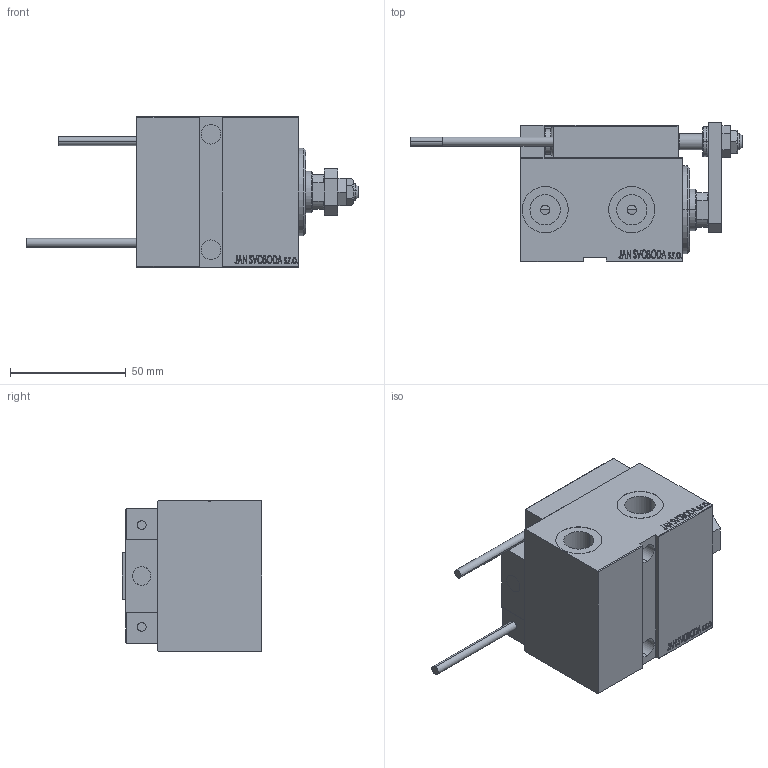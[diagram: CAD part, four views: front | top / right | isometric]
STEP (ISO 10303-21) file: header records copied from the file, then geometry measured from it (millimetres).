
FILE_DESCRIPTION (( 'STEP AP203' ), '1' );
FILE_NAME ('0b0d.STEP', '2024-02-11T20:15:52', ( '' ), ( '' ), 'SwSTEP 2.0', 'SolidWorks 2019', '' );
FILE_SCHEMA (( 'CONFIG_CONTROL_DESIGN' ));
Length unit declared in the file: millimetre
Products named in the file (16): ZARAZKA 89e3b88e456894773df6bfd84a5fb50e; NUT_D10 89e3b88e456894773df6bfd84a5fb50e; Block 89e3b88e456894773df6bfd84a5fb50e; V450CM_E_Body 89e3b88e456894773df6bfd84a5fb50e; SWITCH_X_FRONT_BACK 89e3b88e456894773df6bfd84a5fb50e; V450CM_E_VCP 89e3b88e456894773df6bfd84a5fb50e; V450CM_VC_B 89e3b88e456894773df6bfd84a5fb50e; 0b0d; SWITCH X 89e3b88e456894773df6bfd84a5fb50e; ALLEN BOLT D5 89e3b88e456894773df6bfd84a5fb50e; TYC_L79 89e3b88e456894773df6bfd84a5fb50e; NUT_D12 89e3b88e456894773df6bfd84a5fb50e; MAGNET 89e3b88e456894773df6bfd84a5fb50e; ALLEN BOLT D8 89e3b88e456894773df6bfd84a5fb50e; SWITCH DIM B,W 89e3b88e456894773df6bfd84a5fb50e; KONCOVKA 89e3b88e456894773df6bfd84a5fb50e
Assembly tree (25 placements, depth 3):
  0b0d
    V450CM_E_Body 89e3b88e456894773df6bfd84a5fb50e
    V450CM_E_VCP 89e3b88e456894773df6bfd84a5fb50e
    V450CM_VC_B 89e3b88e456894773df6bfd84a5fb50e
    SWITCH X 89e3b88e456894773df6bfd84a5fb50e
      SWITCH_X_FRONT_BACK 89e3b88e456894773df6bfd84a5fb50e  x2
      TYC_L79 89e3b88e456894773df6bfd84a5fb50e
      Block 89e3b88e456894773df6bfd84a5fb50e  x2
      ALLEN BOLT D5 89e3b88e456894773df6bfd84a5fb50e  x4
      ALLEN BOLT D8 89e3b88e456894773df6bfd84a5fb50e  x4
      MAGNET 89e3b88e456894773df6bfd84a5fb50e  x2
      KONCOVKA 89e3b88e456894773df6bfd84a5fb50e  x2
    SWITCH DIM B,W 89e3b88e456894773df6bfd84a5fb50e
    ZARAZKA 89e3b88e456894773df6bfd84a5fb50e
    NUT_D10 89e3b88e456894773df6bfd84a5fb50e
    NUT_D12 89e3b88e456894773df6bfd84a5fb50e
Bounding box: 143.7 x 60.5 x 65 mm (x, y, z)
Volume: 236623.4 mm3; surface area: 63468 mm2
Topology: 24 solids, 24 shells, 1283 faces, 3078 edges, 1966 vertices
Faces by surface type: plane 568, bspline 380, cylinder 174, cone 113, torus 44, sphere 4
Entity records: 49871 total; most frequent: CARTESIAN_POINT 25485, ORIENTED_EDGE 5176, DIRECTION 3439, EDGE_CURVE 2588, VERTEX_POINT 1690, VECTOR 1503, LINE 1503, EDGE_LOOP 1186
